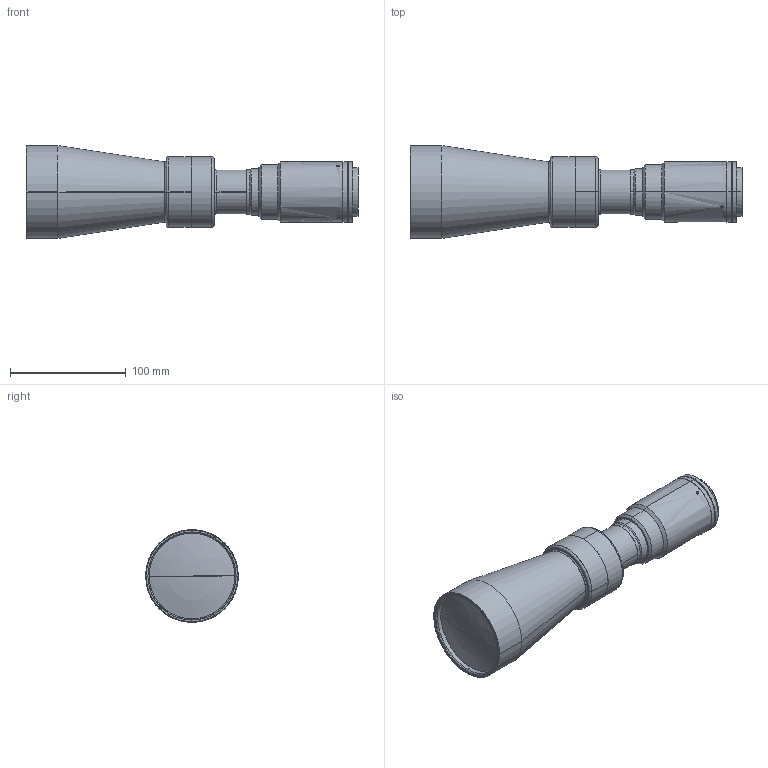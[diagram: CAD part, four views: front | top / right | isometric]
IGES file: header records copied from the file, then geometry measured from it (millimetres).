
Start section: SolidWorks IGES file using analytic representation for surfaces
Global section: file name: TC4M056HR-M42.IGS; native system: SolidWorks 2013; preprocessor: SolidWorks 2013; author: piermario; date: 140604.093953; units: millimetre
Bounding box: 286.71 x 80 x 80 mm (x, y, z)
Surface area: 76621.3 mm2 (no closed solid volume)
Topology: 0 solids, 0 shells, 92 faces, 2241 edges, 2240 vertices
Faces by surface type: revolution 58, bspline 34
